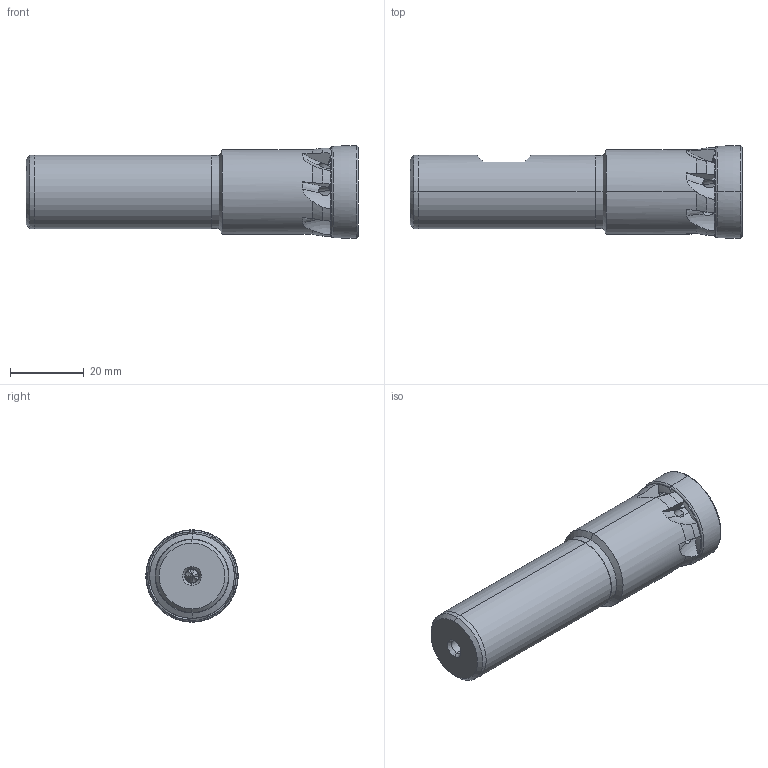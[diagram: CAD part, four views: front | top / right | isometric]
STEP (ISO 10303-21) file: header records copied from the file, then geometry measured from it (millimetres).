
FILE_DESCRIPTION (( 'STEP AP214' ), '1' );
FILE_NAME ('90PP-25-37-63-7.STEP', '2012-01-03T13:48:12', ( '' ), ( '' ), 'SwSTEP 2.0', 'SolidWorks 2011', '' );
FILE_SCHEMA (( 'AUTOMOTIVE_DESIGN' ));
Length unit declared in the file: millimetre
Products named in the file (1): 90PP-25-37-63-7
Bounding box: 90 x 25 x 25 mm (x, y, z)
Volume: 29986 mm3; surface area: 9175 mm2
Topology: 1 solids, 1 shells, 152 faces, 470 edges, 294 vertices
Faces by surface type: plane 48, cone 42, cylinder 40, torus 15, bspline 7
Entity records: 6136 total; most frequent: CARTESIAN_POINT 2266, ORIENTED_EDGE 936, DIRECTION 678, EDGE_CURVE 468, VERTEX_POINT 294, AXIS2_PLACEMENT_3D 275, B_SPLINE_CURVE_WITH_KNOTS 187, EDGE_LOOP 156
